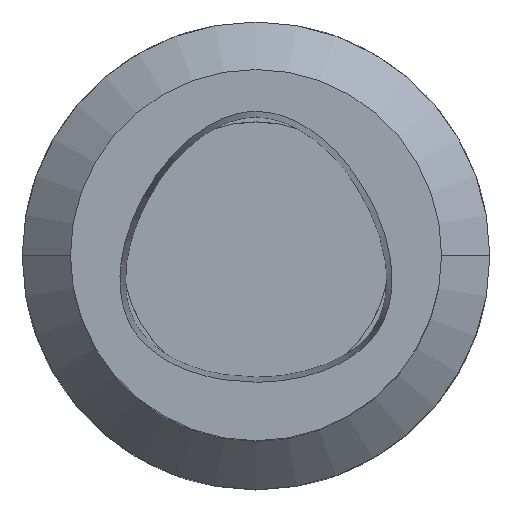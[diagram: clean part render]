
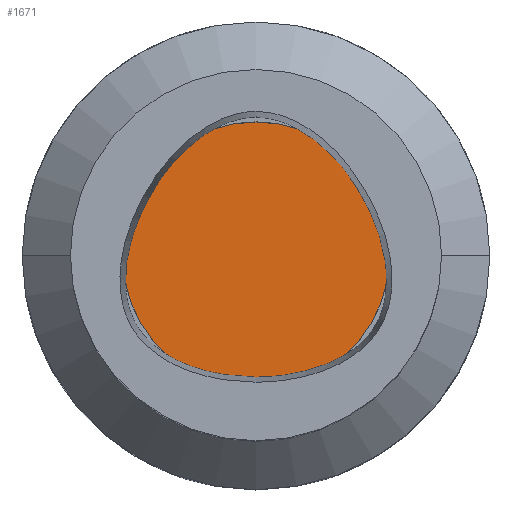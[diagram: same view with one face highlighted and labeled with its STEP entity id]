
A CAD part, top view. The second image highlights one B-rep face of the part: STEP entity #1671.
In plain terms, the highlighted planar face has unit normal (0, 0, 1).
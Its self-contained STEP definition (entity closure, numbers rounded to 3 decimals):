
#170 = CIRCLE ( 'NONE', #5133, 18. ) ;
#226 = CARTESIAN_POINT ( 'NONE',  ( 0., 0., 42.6 ) ) ;
#270 = ORIENTED_EDGE ( 'NONE', *, *, #4785, .F. ) ;
#424 = CIRCLE ( 'NONE', #1815, 18. ) ;
#682 = EDGE_LOOP ( 'NONE', ( #270, #3677 ) ) ;
#893 = CARTESIAN_POINT ( 'NONE',  ( 0., 0., 42.6 ) ) ;
#959 = VERTEX_POINT ( 'NONE', #3627 ) ;
#1013 = DIRECTION ( 'NONE',  ( 1., 0., 0. ) ) ;
#1420 = CARTESIAN_POINT ( 'NONE',  ( 0., 25., 42.6 ) ) ;
#1512 = AXIS2_PLACEMENT_3D ( 'NONE', #1420, #3074, #1013 ) ;
#1671 = ADVANCED_FACE ( 'NONE', ( #3922 ), #1828, .T. ) ;
#1815 = AXIS2_PLACEMENT_3D ( 'NONE', #893, #4159, #5087 ) ;
#1828 = PLANE ( 'NONE',  #1512 ) ;
#1894 = DIRECTION ( 'NONE',  ( -1., 0., 0. ) ) ;
#2663 = VERTEX_POINT ( 'NONE', #3272 ) ;
#3074 = DIRECTION ( 'NONE',  ( 0., 0., 1. ) ) ;
#3272 = CARTESIAN_POINT ( 'NONE',  ( -18., 0., 42.6 ) ) ;
#3627 = CARTESIAN_POINT ( 'NONE',  ( 18., 0., 42.6 ) ) ;
#3677 = ORIENTED_EDGE ( 'NONE', *, *, #3786, .F. ) ;
#3786 = EDGE_CURVE ( 'NONE', #959, #2663, #170, .T. ) ;
#3851 = DIRECTION ( 'NONE',  ( 0., 0., -1. ) ) ;
#3922 = FACE_OUTER_BOUND ( 'NONE', #682, .T. ) ;
#4159 = DIRECTION ( 'NONE',  ( 0., 0., -1. ) ) ;
#4785 = EDGE_CURVE ( 'NONE', #2663, #959, #424, .T. ) ;
#5087 = DIRECTION ( 'NONE',  ( -1., 0., 0. ) ) ;
#5133 = AXIS2_PLACEMENT_3D ( 'NONE', #226, #3851, #1894 ) ;
